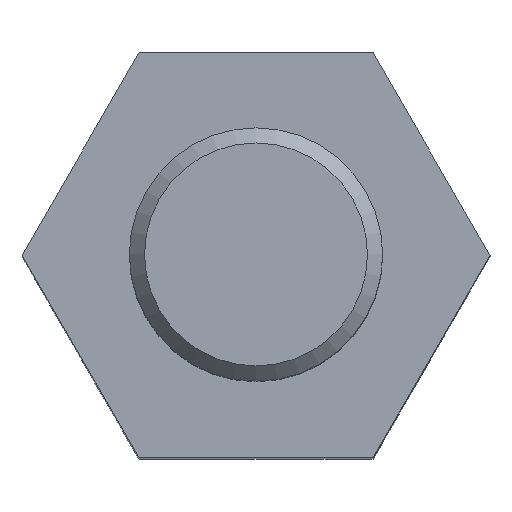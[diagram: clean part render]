
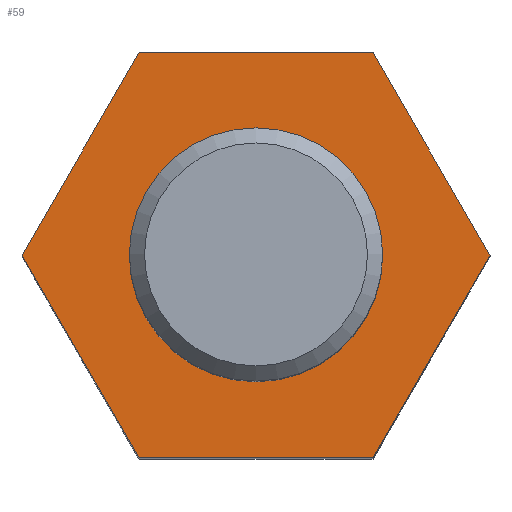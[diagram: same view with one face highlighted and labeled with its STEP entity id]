
A CAD part, top view. The second image highlights one B-rep face of the part: STEP entity #59.
In plain terms, the highlighted planar face has unit normal (0, 0, 1).
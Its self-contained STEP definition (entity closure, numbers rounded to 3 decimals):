
#59 = ADVANCED_FACE( '', ( #132, #133 ), #134, .T. );
#132 = FACE_BOUND( '', #226, .T. );
#133 = FACE_OUTER_BOUND( '', #227, .T. );
#134 = PLANE( '', #228 );
#226 = EDGE_LOOP( '', ( #336 ) );
#227 = EDGE_LOOP( '', ( #337, #338, #339, #340, #341, #342 ) );
#228 = AXIS2_PLACEMENT_3D( '', #343, #344, #345 );
#336 = ORIENTED_EDGE( '', *, *, #503, .T. );
#337 = ORIENTED_EDGE( '', *, *, #504, .T. );
#338 = ORIENTED_EDGE( '', *, *, #495, .T. );
#339 = ORIENTED_EDGE( '', *, *, #505, .T. );
#340 = ORIENTED_EDGE( '', *, *, #506, .T. );
#341 = ORIENTED_EDGE( '', *, *, #486, .T. );
#342 = ORIENTED_EDGE( '', *, *, #507, .T. );
#343 = CARTESIAN_POINT( '', ( 0., 0., 15. ) );
#344 = DIRECTION( '', ( 0., 0., 1. ) );
#345 = DIRECTION( '', ( 1., 0., 0. ) );
#486 = EDGE_CURVE( '', #558, #556, #559, .T. );
#495 = EDGE_CURVE( '', #573, #571, #574, .T. );
#503 = EDGE_CURVE( '', #586, #586, #587, .F. );
#504 = EDGE_CURVE( '', #588, #573, #589, .T. );
#505 = EDGE_CURVE( '', #571, #590, #591, .T. );
#506 = EDGE_CURVE( '', #590, #558, #592, .T. );
#507 = EDGE_CURVE( '', #556, #588, #593, .T. );
#556 = VERTEX_POINT( '', #658 );
#558 = VERTEX_POINT( '', #661 );
#559 = LINE( '', #662, #663 );
#571 = VERTEX_POINT( '', #693 );
#573 = VERTEX_POINT( '', #696 );
#574 = LINE( '', #697, #698 );
#586 = VERTEX_POINT( '', #730 );
#587 = CIRCLE( '', #731, 2.265 );
#588 = VERTEX_POINT( '', #732 );
#589 = LINE( '', #733, #734 );
#590 = VERTEX_POINT( '', #735 );
#591 = LINE( '', #736, #737 );
#592 = LINE( '', #738, #739 );
#593 = LINE( '', #740, #741 );
#658 = CARTESIAN_POINT( '', ( 4.619, 0., 15. ) );
#661 = CARTESIAN_POINT( '', ( 2.309, -4., 15. ) );
#662 = CARTESIAN_POINT( '', ( 2.309, -4., 15. ) );
#663 = VECTOR( '', #832, 1000. );
#693 = CARTESIAN_POINT( '', ( -4.619, 0., 15. ) );
#696 = CARTESIAN_POINT( '', ( -2.309, 4., 15. ) );
#697 = CARTESIAN_POINT( '', ( -2.309, 4., 15. ) );
#698 = VECTOR( '', #838, 1000. );
#730 = CARTESIAN_POINT( '', ( 2.265, 0., 15. ) );
#731 = AXIS2_PLACEMENT_3D( '', #843, #844, #845 );
#732 = CARTESIAN_POINT( '', ( 2.309, 4., 15. ) );
#733 = CARTESIAN_POINT( '', ( 2.309, 4., 15. ) );
#734 = VECTOR( '', #846, 1000. );
#735 = CARTESIAN_POINT( '', ( -2.309, -4., 15. ) );
#736 = CARTESIAN_POINT( '', ( -4.619, 0., 15. ) );
#737 = VECTOR( '', #847, 1000. );
#738 = CARTESIAN_POINT( '', ( -2.309, -4., 15. ) );
#739 = VECTOR( '', #848, 1000. );
#740 = CARTESIAN_POINT( '', ( 4.619, 0., 15. ) );
#741 = VECTOR( '', #849, 1000. );
#832 = DIRECTION( '', ( 0.5, 0.866, 0. ) );
#838 = DIRECTION( '', ( -0.5, -0.866, 0. ) );
#843 = CARTESIAN_POINT( '', ( 0., 0., 15. ) );
#844 = DIRECTION( '', ( 0., 0., 1. ) );
#845 = DIRECTION( '', ( 1., 0., 0. ) );
#846 = DIRECTION( '', ( -1., 0., 0. ) );
#847 = DIRECTION( '', ( 0.5, -0.866, 0. ) );
#848 = DIRECTION( '', ( 1., 0., 0. ) );
#849 = DIRECTION( '', ( -0.5, 0.866, 0. ) );
